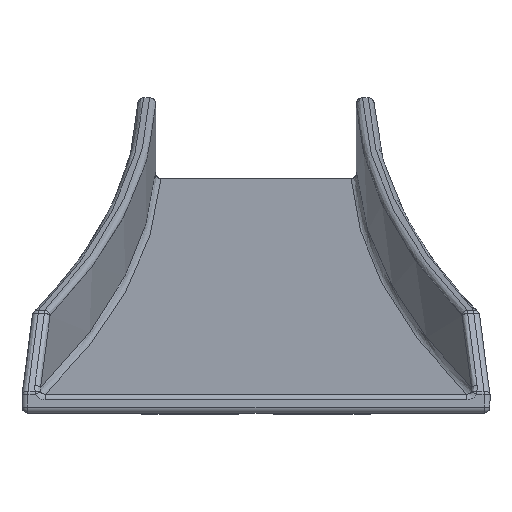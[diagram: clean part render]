
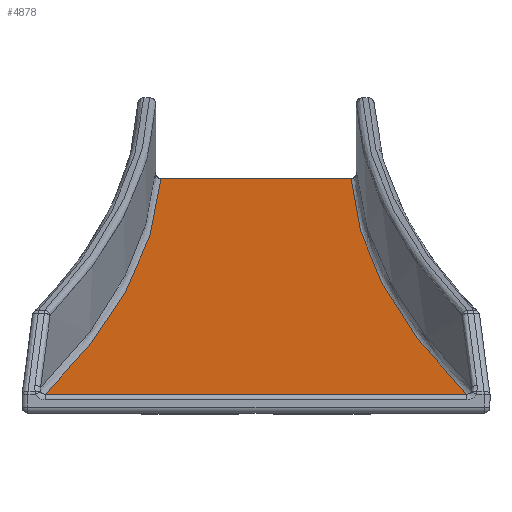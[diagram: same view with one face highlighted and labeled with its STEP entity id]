
A CAD part, top view. The second image highlights one B-rep face of the part: STEP entity #4878.
In plain terms, the highlighted planar face has unit normal (0, 0.962, 0.274).
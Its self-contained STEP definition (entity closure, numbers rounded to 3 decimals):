
#83 = CARTESIAN_POINT ( 'NONE',  ( 17.852, -8.397, 79.637 ) ) ;
#101 = CARTESIAN_POINT ( 'NONE',  ( -8.054, 9.981, 15.079 ) ) ;
#102 = CARTESIAN_POINT ( 'NONE',  ( -17.852, -8.397, 79.637 ) ) ;
#151 = CARTESIAN_POINT ( 'NONE',  ( 8.054, 9.981, 15.079 ) ) ;
#603 = ORIENTED_EDGE ( 'NONE', *, *, #3257, .T. ) ;
#604 = ORIENTED_EDGE ( 'NONE', *, *, #3256, .T. ) ;
#605 = ORIENTED_EDGE ( 'NONE', *, *, #3255, .T. ) ;
#606 = ORIENTED_EDGE ( 'NONE', *, *, #3254, .T. ) ;
#1397 = LINE ( 'NONE', #4072, #1400 ) ;
#1400 = VECTOR ( 'NONE', #4066, 1000. ) ;
#1401 = LINE ( 'NONE', #4057, #1403 ) ;
#1403 = VECTOR ( 'NONE', #4054, 1000. ) ;
#1428 = FACE_OUTER_BOUND ( 'NONE', #5571, .T. ) ;
#1666 = CARTESIAN_POINT ( 'NONE',  ( -250., 10., 15.012 ) ) ;
#1669 = DIRECTION ( 'NONE',  ( 0., -0.962, -0.274 ) ) ;
#1670 = DIRECTION ( 'NONE',  ( 0., 0.274, -0.962 ) ) ;
#1863 = AXIS2_PLACEMENT_3D ( 'NONE', #1666, #1669, #1670 ) ;
#2200 =( BOUNDED_CURVE ( )  B_SPLINE_CURVE ( 3, ( #4079, #4077, #4071, #4069 ),
 .UNSPECIFIED., .F., .F. ) 
 B_SPLINE_CURVE_WITH_KNOTS ( ( 4, 4 ),
 ( 1.591, 1.851 ),
 .UNSPECIFIED. ) 
 CURVE ( )  GEOMETRIC_REPRESENTATION_ITEM ( )  RATIONAL_B_SPLINE_CURVE ( ( 1., 0.994, 0.994, 1. ) ) 
 REPRESENTATION_ITEM ( '' )  );
#2201 =( BOUNDED_CURVE ( )  B_SPLINE_CURVE ( 3, ( #4085, #4084, #4060, #4058 ),
 .UNSPECIFIED., .F., .F. ) 
 B_SPLINE_CURVE_WITH_KNOTS ( ( 4, 4 ),
 ( 4.432, 4.692 ),
 .UNSPECIFIED. ) 
 CURVE ( )  GEOMETRIC_REPRESENTATION_ITEM ( )  RATIONAL_B_SPLINE_CURVE ( ( 1., 0.994, 0.994, 1. ) ) 
 REPRESENTATION_ITEM ( '' )  );
#3254 = EDGE_CURVE ( 'NONE', #5121, #5122, #2200, .T. ) ;
#3255 = EDGE_CURVE ( 'NONE', #5122, #5101, #1397, .T. ) ;
#3256 = EDGE_CURVE ( 'NONE', #5101, #5172, #2201, .T. ) ;
#3257 = EDGE_CURVE ( 'NONE', #5172, #5121, #1401, .T. ) ;
#3952 = PLANE ( 'NONE',  #1863 ) ;
#4054 = DIRECTION ( 'NONE',  ( -1., 0., 0. ) ) ;
#4057 = CARTESIAN_POINT ( 'NONE',  ( -8.55, 9.981, 15.079 ) ) ;
#4058 = CARTESIAN_POINT ( 'NONE',  ( 8.054, 9.981, 15.079 ) ) ;
#4060 = CARTESIAN_POINT ( 'NONE',  ( 8.507, 3.751, 36.963 ) ) ;
#4066 = DIRECTION ( 'NONE',  ( 1., 0., 0. ) ) ;
#4069 = CARTESIAN_POINT ( 'NONE',  ( -17.852, -8.397, 79.637 ) ) ;
#4071 = CARTESIAN_POINT ( 'NONE',  ( -11.792, -2.409, 58.604 ) ) ;
#4072 = CARTESIAN_POINT ( 'NONE',  ( -250., -8.397, 79.637 ) ) ;
#4077 = CARTESIAN_POINT ( 'NONE',  ( -8.507, 3.751, 36.963 ) ) ;
#4079 = CARTESIAN_POINT ( 'NONE',  ( -8.054, 9.981, 15.079 ) ) ;
#4084 = CARTESIAN_POINT ( 'NONE',  ( 11.792, -2.409, 58.604 ) ) ;
#4085 = CARTESIAN_POINT ( 'NONE',  ( 17.852, -8.397, 79.637 ) ) ;
#4878 = ADVANCED_FACE ( 'NONE', ( #1428 ), #3952, .F. ) ;
#5101 = VERTEX_POINT ( 'NONE', #83 ) ;
#5121 = VERTEX_POINT ( 'NONE', #101 ) ;
#5122 = VERTEX_POINT ( 'NONE', #102 ) ;
#5172 = VERTEX_POINT ( 'NONE', #151 ) ;
#5571 = EDGE_LOOP ( 'NONE', ( #606, #605, #604, #603 ) ) ;
